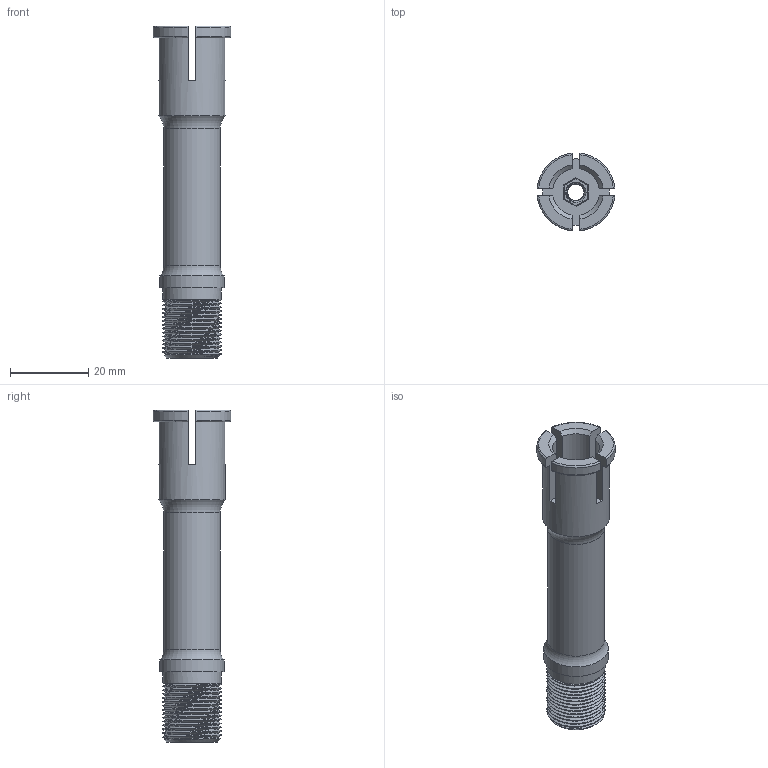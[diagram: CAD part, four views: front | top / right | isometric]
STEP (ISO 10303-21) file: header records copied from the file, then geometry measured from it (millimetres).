
FILE_DESCRIPTION(/* description */ (''),/* implementation_level */ '2;1');
FILE_NAME(/* name */ 'VTT axe suspension v5.step',/* time_stamp */ '2023-03-27T21:42:01+02:00',/* author */ (''),/* organization */ (''),/* preprocessor_version */ 'ST-DEVELOPER v19.2',/* originating_system */ 'Autodesk Translation Framework v11.17.0.187',/* authorisation */ '');
FILE_SCHEMA (('AUTOMOTIVE_DESIGN { 1 0 10303 214 3 1 1 }'));
Length unit declared in the file: millimetre
Products named in the file (1): VTT axe suspension
Bounding box: 19.9 x 19.9 x 85 mm (x, y, z)
Volume: 11299.1 mm3; surface area: 7642.3 mm2
Topology: 1 solids, 1 shells, 157 faces, 441 edges, 290 vertices
Faces by surface type: cylinder 98, plane 35, torus 10, cone 8, bspline 6
Full cylindrical faces by diameter (mm): 4.234 x8, 5.12 x2, 6 x1, 8.526 x11, 10.198 x12, 13.741 x13, 14.5 x1, 14.884 x14, 16.5 x1, 17 x1
Entity records: 13772 total; most frequent: CARTESIAN_POINT 10067, ORIENTED_EDGE 882, DIRECTION 599, EDGE_CURVE 441, VERTEX_POINT 290, AXIS2_PLACEMENT_3D 216, B_SPLINE_CURVE_WITH_KNOTS 202, LINE 167
